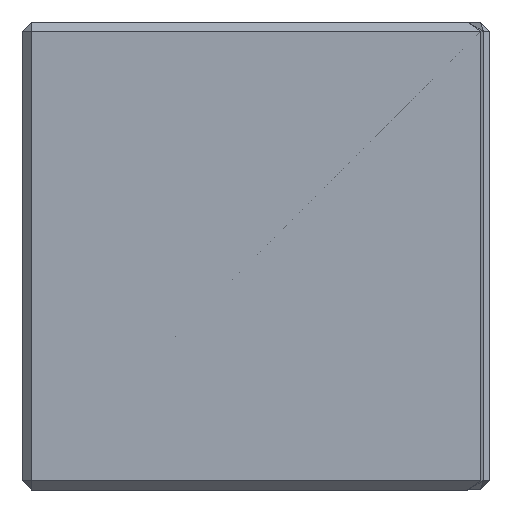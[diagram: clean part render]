
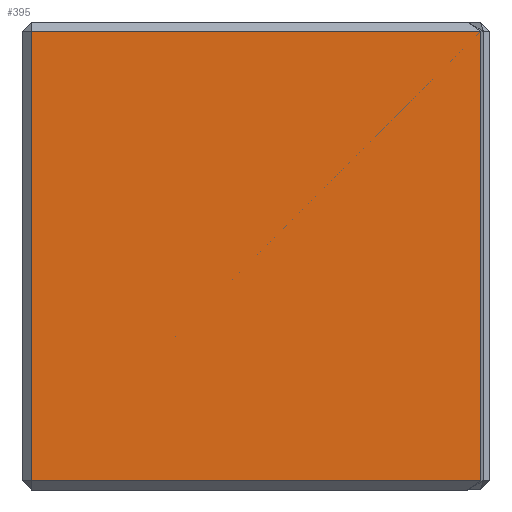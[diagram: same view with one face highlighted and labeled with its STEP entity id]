
A CAD part, front view. The second image highlights one B-rep face of the part: STEP entity #395.
In plain terms, the highlighted planar face has unit normal (0, -1, 0).
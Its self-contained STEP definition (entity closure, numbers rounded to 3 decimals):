
#9 = EDGE_CURVE ( 'NONE', #1233, #1231, #18, .T. ) ;
#18 = LINE ( 'NONE', #609, #680 ) ;
#33 = DIRECTION ( 'NONE',  ( 0., 0., 1. ) ) ;
#51 = CARTESIAN_POINT ( 'NONE',  ( 9.8, 0., 10. ) ) ;
#99 = ORIENTED_EDGE ( 'NONE', *, *, #9, .T. ) ;
#113 = CARTESIAN_POINT ( 'NONE',  ( 0., 0., 10. ) ) ;
#134 = DIRECTION ( 'NONE',  ( 0., 0., 1. ) ) ;
#395 = ADVANCED_FACE ( 'NONE', ( #613 ), #1511, .F. ) ;
#436 = CARTESIAN_POINT ( 'NONE',  ( 9.8, 0., 9.8 ) ) ;
#477 = DIRECTION ( 'NONE',  ( 0., 1., 0. ) ) ;
#505 = CARTESIAN_POINT ( 'NONE',  ( 0., 0., 9.8 ) ) ;
#575 = VECTOR ( 'NONE', #33, 1000. ) ;
#609 = CARTESIAN_POINT ( 'NONE',  ( 0.2, 0., 10. ) ) ;
#613 = FACE_OUTER_BOUND ( 'NONE', #1421, .T. ) ;
#668 = ORIENTED_EDGE ( 'NONE', *, *, #869, .T. ) ;
#676 = VERTEX_POINT ( 'NONE', #436 ) ;
#680 = VECTOR ( 'NONE', #857, 1000. ) ;
#682 = VECTOR ( 'NONE', #1186, 1000. ) ;
#701 = LINE ( 'NONE', #1335, #862 ) ;
#724 = DIRECTION ( 'NONE',  ( 1., 0., 0. ) ) ;
#764 = LINE ( 'NONE', #51, #575 ) ;
#806 = ORIENTED_EDGE ( 'NONE', *, *, #1063, .T. ) ;
#857 = DIRECTION ( 'NONE',  ( 0., 0., -1. ) ) ;
#862 = VECTOR ( 'NONE', #724, 1000. ) ;
#869 = EDGE_CURVE ( 'NONE', #1231, #1112, #701, .T. ) ;
#1063 = EDGE_CURVE ( 'NONE', #676, #1233, #1263, .T. ) ;
#1112 = VERTEX_POINT ( 'NONE', #1269 ) ;
#1127 = AXIS2_PLACEMENT_3D ( 'NONE', #113, #477, #134 ) ;
#1135 = CARTESIAN_POINT ( 'NONE',  ( 0.2, 0., 9.8 ) ) ;
#1186 = DIRECTION ( 'NONE',  ( -1., 0., 0. ) ) ;
#1231 = VERTEX_POINT ( 'NONE', #1525 ) ;
#1233 = VERTEX_POINT ( 'NONE', #1135 ) ;
#1263 = LINE ( 'NONE', #505, #682 ) ;
#1269 = CARTESIAN_POINT ( 'NONE',  ( 9.8, 0., 0.2 ) ) ;
#1335 = CARTESIAN_POINT ( 'NONE',  ( 9.717, 0., 0.2 ) ) ;
#1345 = EDGE_CURVE ( 'NONE', #1112, #676, #764, .T. ) ;
#1375 = ORIENTED_EDGE ( 'NONE', *, *, #1345, .T. ) ;
#1421 = EDGE_LOOP ( 'NONE', ( #1375, #806, #99, #668 ) ) ;
#1511 = PLANE ( 'NONE',  #1127 ) ;
#1525 = CARTESIAN_POINT ( 'NONE',  ( 0.2, 0., 0.2 ) ) ;
